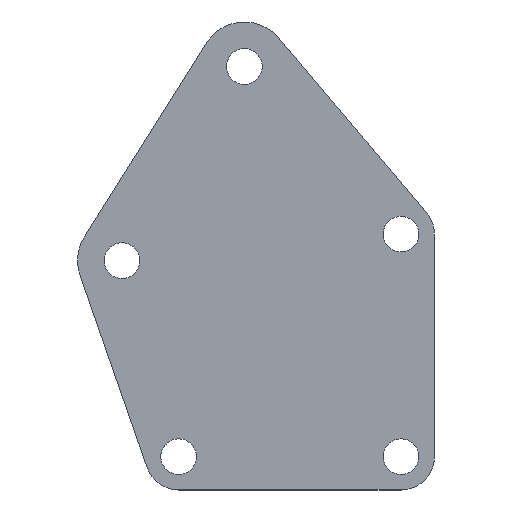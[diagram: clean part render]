
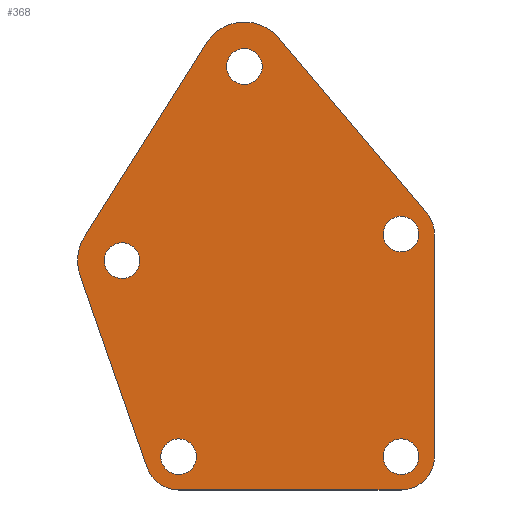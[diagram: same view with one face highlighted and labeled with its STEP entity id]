
A CAD part, front view. The second image highlights one B-rep face of the part: STEP entity #368.
In plain terms, the highlighted planar face has unit normal (0, -1, 0).
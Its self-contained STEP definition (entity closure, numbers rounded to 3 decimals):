
#17=FACE_BOUND('',#57,.T.);
#18=FACE_BOUND('',#58,.T.);
#19=FACE_BOUND('',#59,.T.);
#20=FACE_BOUND('',#60,.T.);
#21=FACE_BOUND('',#61,.T.);
#27=PLANE('',#392);
#36=FACE_OUTER_BOUND('',#56,.T.);
#56=EDGE_LOOP('',(#257,#258,#259,#260,#261,#262,#263,#264,#265,#266,#267));
#57=EDGE_LOOP('',(#268));
#58=EDGE_LOOP('',(#269));
#59=EDGE_LOOP('',(#270));
#60=EDGE_LOOP('',(#271));
#61=EDGE_LOOP('',(#272));
#87=LINE('',#559,#117);
#88=LINE('',#563,#118);
#89=LINE('',#565,#119);
#90=LINE('',#569,#120);
#91=LINE('',#573,#121);
#92=LINE('',#576,#122);
#117=VECTOR('',#443,10.);
#118=VECTOR('',#446,10.);
#119=VECTOR('',#447,10.);
#120=VECTOR('',#450,10.);
#121=VECTOR('',#453,10.);
#122=VECTOR('',#456,10.);
#145=CIRCLE('',#390,3.);
#147=CIRCLE('',#393,3.);
#148=CIRCLE('',#394,4.);
#149=CIRCLE('',#395,4.);
#150=CIRCLE('',#396,3.);
#151=CIRCLE('',#397,1.6);
#152=CIRCLE('',#398,1.6);
#153=CIRCLE('',#399,1.6);
#154=CIRCLE('',#400,1.6);
#155=CIRCLE('',#401,1.6);
#167=VERTEX_POINT('',#549);
#168=VERTEX_POINT('',#550);
#171=VERTEX_POINT('',#558);
#172=VERTEX_POINT('',#560);
#173=VERTEX_POINT('',#562);
#174=VERTEX_POINT('',#564);
#175=VERTEX_POINT('',#566);
#176=VERTEX_POINT('',#568);
#177=VERTEX_POINT('',#570);
#178=VERTEX_POINT('',#572);
#179=VERTEX_POINT('',#574);
#180=VERTEX_POINT('',#577);
#181=VERTEX_POINT('',#579);
#182=VERTEX_POINT('',#581);
#183=VERTEX_POINT('',#583);
#184=VERTEX_POINT('',#585);
#201=EDGE_CURVE('',#167,#168,#145,.T.);
#205=EDGE_CURVE('',#167,#171,#87,.T.);
#206=EDGE_CURVE('',#171,#172,#147,.T.);
#207=EDGE_CURVE('',#172,#173,#88,.T.);
#208=EDGE_CURVE('',#174,#173,#89,.T.);
#209=EDGE_CURVE('',#174,#175,#148,.T.);
#210=EDGE_CURVE('',#176,#175,#90,.T.);
#211=EDGE_CURVE('',#176,#177,#149,.T.);
#212=EDGE_CURVE('',#177,#178,#91,.T.);
#213=EDGE_CURVE('',#178,#179,#150,.T.);
#214=EDGE_CURVE('',#179,#168,#92,.T.);
#215=EDGE_CURVE('',#180,#180,#151,.T.);
#216=EDGE_CURVE('',#181,#181,#152,.T.);
#217=EDGE_CURVE('',#182,#182,#153,.T.);
#218=EDGE_CURVE('',#183,#183,#154,.T.);
#219=EDGE_CURVE('',#184,#184,#155,.T.);
#257=ORIENTED_EDGE('',*,*,#201,.F.);
#258=ORIENTED_EDGE('',*,*,#205,.T.);
#259=ORIENTED_EDGE('',*,*,#206,.T.);
#260=ORIENTED_EDGE('',*,*,#207,.T.);
#261=ORIENTED_EDGE('',*,*,#208,.F.);
#262=ORIENTED_EDGE('',*,*,#209,.T.);
#263=ORIENTED_EDGE('',*,*,#210,.F.);
#264=ORIENTED_EDGE('',*,*,#211,.T.);
#265=ORIENTED_EDGE('',*,*,#212,.T.);
#266=ORIENTED_EDGE('',*,*,#213,.T.);
#267=ORIENTED_EDGE('',*,*,#214,.T.);
#268=ORIENTED_EDGE('',*,*,#215,.F.);
#269=ORIENTED_EDGE('',*,*,#216,.F.);
#270=ORIENTED_EDGE('',*,*,#217,.F.);
#271=ORIENTED_EDGE('',*,*,#218,.F.);
#272=ORIENTED_EDGE('',*,*,#219,.F.);
#368=ADVANCED_FACE('',(#36,#17,#18,#19,#20,#21),#27,.T.);
#390=AXIS2_PLACEMENT_3D('',#551,#435,#436);
#392=AXIS2_PLACEMENT_3D('',#557,#441,#442);
#393=AXIS2_PLACEMENT_3D('',#561,#444,#445);
#394=AXIS2_PLACEMENT_3D('',#567,#448,#449);
#395=AXIS2_PLACEMENT_3D('',#571,#451,#452);
#396=AXIS2_PLACEMENT_3D('',#575,#454,#455);
#397=AXIS2_PLACEMENT_3D('',#578,#457,#458);
#398=AXIS2_PLACEMENT_3D('',#580,#459,#460);
#399=AXIS2_PLACEMENT_3D('',#582,#461,#462);
#400=AXIS2_PLACEMENT_3D('',#584,#463,#464);
#401=AXIS2_PLACEMENT_3D('',#586,#465,#466);
#435=DIRECTION('center_axis',(0.,1.,0.));
#436=DIRECTION('ref_axis',(0.707,0.,-0.707));
#441=DIRECTION('center_axis',(0.,-1.,0.));
#442=DIRECTION('ref_axis',(1.,0.,0.));
#443=DIRECTION('',(0.,0.,1.));
#444=DIRECTION('center_axis',(0.,-1.,0.));
#445=DIRECTION('ref_axis',(1.,0.,0.));
#446=DIRECTION('',(-0.646,0.,0.763));
#447=DIRECTION('',(0.777,0.,-0.63));
#448=DIRECTION('center_axis',(0.,-1.,0.));
#449=DIRECTION('ref_axis',(1.,0.,0.));
#450=DIRECTION('',(0.533,0.,0.846));
#451=DIRECTION('center_axis',(0.,-1.,0.));
#452=DIRECTION('ref_axis',(1.,0.,0.));
#453=DIRECTION('',(0.329,0.,-0.944));
#454=DIRECTION('center_axis',(0.,-1.,0.));
#455=DIRECTION('ref_axis',(1.,0.,0.));
#456=DIRECTION('',(1.,0.,0.));
#457=DIRECTION('center_axis',(0.,-1.,0.));
#458=DIRECTION('ref_axis',(1.,0.,0.));
#459=DIRECTION('center_axis',(0.,-1.,0.));
#460=DIRECTION('ref_axis',(1.,0.,0.));
#461=DIRECTION('center_axis',(0.,-1.,0.));
#462=DIRECTION('ref_axis',(1.,0.,0.));
#463=DIRECTION('center_axis',(0.,-1.,0.));
#464=DIRECTION('ref_axis',(1.,0.,0.));
#465=DIRECTION('center_axis',(0.,-1.,0.));
#466=DIRECTION('ref_axis',(1.,0.,0.));
#549=CARTESIAN_POINT('',(13.079,51.129,-2.239));
#550=CARTESIAN_POINT('',(10.079,51.129,-5.239));
#551=CARTESIAN_POINT('Origin',(10.079,51.129,-2.239));
#557=CARTESIAN_POINT('Origin',(0.063,51.129,17.306));
#558=CARTESIAN_POINT('',(13.079,51.129,17.761));
#559=CARTESIAN_POINT('',(13.079,51.129,6.033));
#560=CARTESIAN_POINT('',(12.368,51.129,19.7));
#561=CARTESIAN_POINT('Origin',(10.079,51.129,17.761));
#562=CARTESIAN_POINT('',(-1.192,51.129,35.702));
#563=CARTESIAN_POINT('',(10.387,51.129,22.038));
#564=CARTESIAN_POINT('',(-1.483,51.129,35.938));
#565=CARTESIAN_POINT('',(-2.528,51.129,36.785));
#566=CARTESIAN_POINT('',(-7.385,51.129,34.964));
#567=CARTESIAN_POINT('Origin',(-4.002,51.129,32.831));
#568=CARTESIAN_POINT('',(-18.385,51.129,17.514));
#569=CARTESIAN_POINT('',(-19.295,51.129,16.071));
#570=CARTESIAN_POINT('',(-18.779,51.129,14.065));
#571=CARTESIAN_POINT('Origin',(-15.002,51.129,15.381));
#572=CARTESIAN_POINT('',(-12.754,51.129,-3.227));
#573=CARTESIAN_POINT('',(-19.134,51.129,15.084));
#574=CARTESIAN_POINT('',(-9.921,51.129,-5.239));
#575=CARTESIAN_POINT('Origin',(-9.921,51.129,-2.239));
#576=CARTESIAN_POINT('',(-9.921,51.129,-5.239));
#577=CARTESIAN_POINT('',(-16.602,51.129,15.381));
#578=CARTESIAN_POINT('Origin',(-15.002,51.129,15.381));
#579=CARTESIAN_POINT('',(-5.602,51.129,32.831));
#580=CARTESIAN_POINT('Origin',(-4.002,51.129,32.831));
#581=CARTESIAN_POINT('',(-11.521,51.129,-2.239));
#582=CARTESIAN_POINT('Origin',(-9.921,51.129,-2.239));
#583=CARTESIAN_POINT('',(8.479,51.129,17.761));
#584=CARTESIAN_POINT('Origin',(10.079,51.129,17.761));
#585=CARTESIAN_POINT('',(8.479,51.129,-2.239));
#586=CARTESIAN_POINT('Origin',(10.079,51.129,-2.239));
